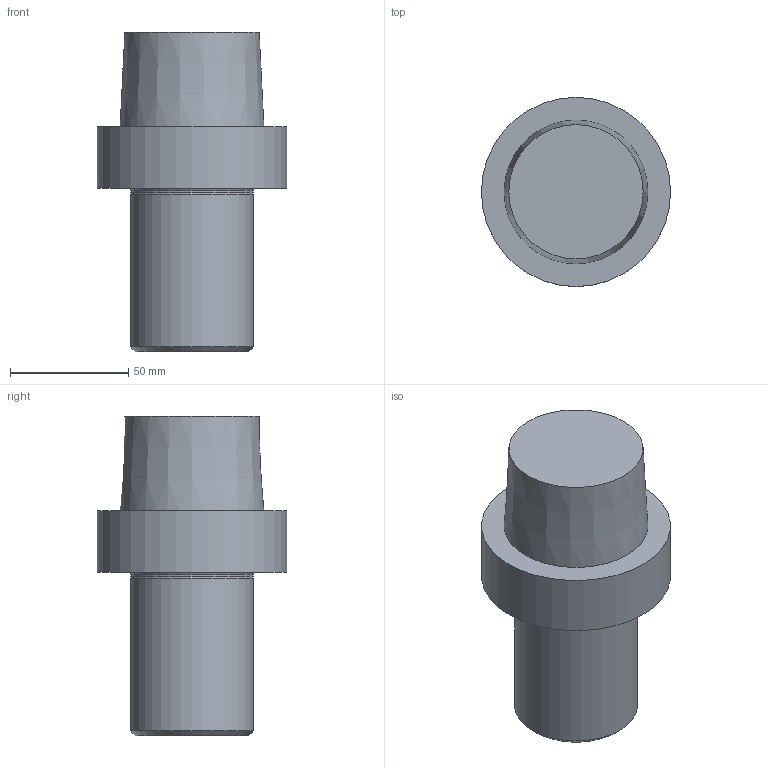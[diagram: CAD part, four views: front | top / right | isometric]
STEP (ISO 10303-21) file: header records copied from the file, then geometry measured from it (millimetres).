
FILE_DESCRIPTION(/* description */ (''),/* implementation_level */ '2;1');
FILE_NAME(/* name */ 'TOOLCOMP_1.STP',/* time_stamp */ '2024-06-04T10:37:48+02:00',/* author */ (''),/* organization */ ('SMS'),/* preprocessor_version */ 'ST-DEVELOPER v16.7',/* originating_system */ 'SIEMENS PLM Software NX 12.0',/* authorisation */ '');
FILE_SCHEMA (('AUTOMOTIVE_DESIGN { 1 0 10303 214 3 1 1 1 }'));
Length unit declared in the file: millimetre
Products named in the file (2): NOCUT_COMP20240604103525; TOOLCOMP_1
Assembly tree (1 placements, depth 2):
  TOOLCOMP_1
    NOCUT_COMP20240604103525
Bounding box: 80 x 80 x 135 mm (x, y, z)
Volume: 771000.4 mm3; surface area: 69346 mm2
Topology: 2 solids, 2 shells, 28 faces, 52 edges, 37 vertices
Faces by surface type: plane 10, cylinder 8, cone 6, torus 4
Full cylindrical faces by diameter (mm): 51.6 x2, 52 x2, 58 x2, 80 x2
Entity records: 663 total; most frequent: DIRECTION 122, CARTESIAN_POINT 90, AXIS2_PLACEMENT_3D 61, EDGE_LOOP 52, ORIENTED_EDGE 52, FACE_BOUND 48, ADVANCED_FACE 28, VERTEX_POINT 26
